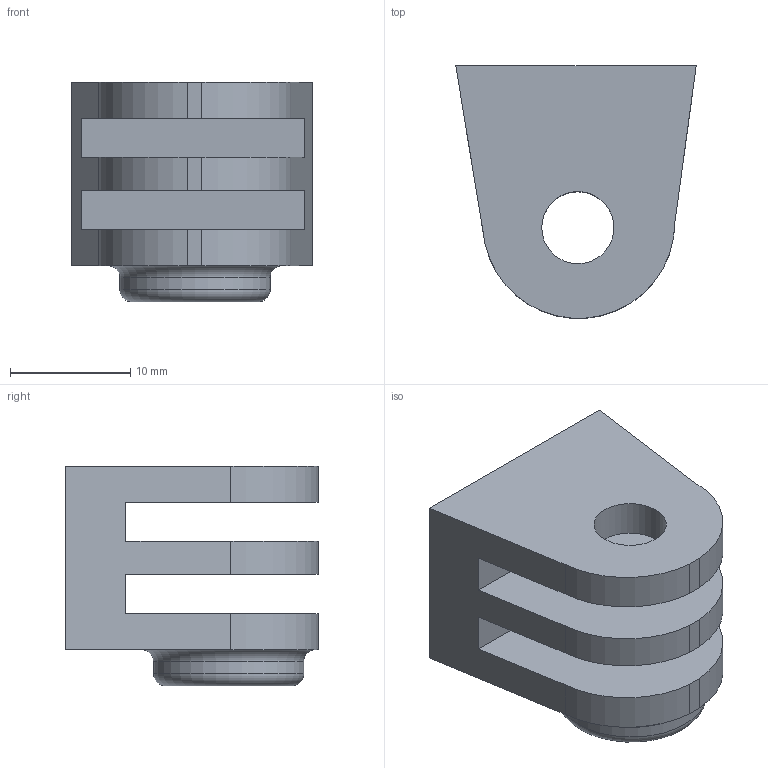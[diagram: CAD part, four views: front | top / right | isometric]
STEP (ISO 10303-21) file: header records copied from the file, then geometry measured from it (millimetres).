
FILE_DESCRIPTION(('HOOPS Exchange Step'),'2;1');
FILE_NAME('temp_export.step','2020-04-22T21:01:38+19:00',('mobile'),('Shapr3D Limited'),'HOOPS Exchange 2018.1','Shapr3D','Authorized');
FILE_SCHEMA( ('AP203_CONFIGURATION_CONTROLLED_3D_DESIGN_OF_MECHANICAL_PARTS_AND_ASSEMBLIES_MIM_LF') );
Length unit declared in the file: millimetre
Products named in the file (1): Body 04
Bounding box: 20 x 21 x 18.25 mm (x, y, z)
Volume: 3489.2 mm3; surface area: 2740.3 mm2
Topology: 1 solids, 1 shells, 34 faces, 94 edges, 64 vertices
Faces by surface type: plane 22, cylinder 10, torus 2
Full cylindrical faces by diameter (mm): 6 x3, 12.5 x1
Entity records: 1136 total; most frequent: DIRECTION 194, CARTESIAN_POINT 193, ORIENTED_EDGE 188, EDGE_CURVE 94, AXIS2_PLACEMENT_3D 65, VERTEX_POINT 64, VECTOR 64, LINE 64
